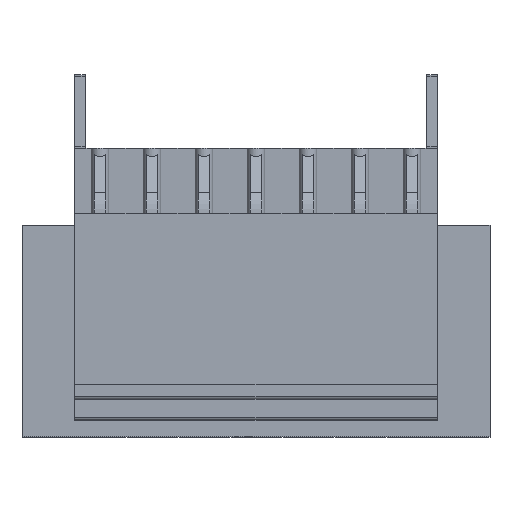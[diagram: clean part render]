
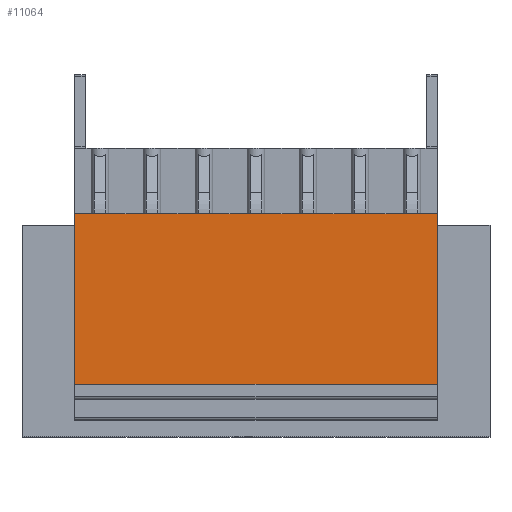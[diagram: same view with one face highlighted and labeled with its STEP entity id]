
A CAD part, top view. The second image highlights one B-rep face of the part: STEP entity #11064.
In plain terms, the highlighted planar face has unit normal (0, 0, 1).
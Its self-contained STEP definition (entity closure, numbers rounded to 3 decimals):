
#10775=AXIS2_PLACEMENT_3D('Plane Axis2P3D',#10772,#10773,#10774) ;
#10772=CARTESIAN_POINT('Axis2P3D Location',(0.,2.5,33.)) ;
#10905=CARTESIAN_POINT('Vertex',(27.95,3.5,33.)) ;
#10908=CARTESIAN_POINT('Line Origine',(15.75,3.5,33.)) ;
#10912=CARTESIAN_POINT('Vertex',(3.55,3.5,33.)) ;
#10927=CARTESIAN_POINT('Line Origine',(27.95,9.25,33.)) ;
#10931=CARTESIAN_POINT('Vertex',(27.95,15.,33.)) ;
#10934=CARTESIAN_POINT('Line Origine',(27.3,15.,33.)) ;
#10938=CARTESIAN_POINT('Vertex',(26.65,15.,33.)) ;
#10941=CARTESIAN_POINT('Line Origine',(26.25,15.,33.)) ;
#10945=CARTESIAN_POINT('Vertex',(25.85,15.,33.)) ;
#10948=CARTESIAN_POINT('Line Origine',(24.5,15.,33.)) ;
#10952=CARTESIAN_POINT('Vertex',(23.15,15.,33.)) ;
#10955=CARTESIAN_POINT('Line Origine',(22.75,15.,33.)) ;
#10959=CARTESIAN_POINT('Vertex',(22.35,15.,33.)) ;
#10962=CARTESIAN_POINT('Line Origine',(21.,15.,33.)) ;
#10966=CARTESIAN_POINT('Vertex',(19.65,15.,33.)) ;
#10969=CARTESIAN_POINT('Line Origine',(19.25,15.,33.)) ;
#10973=CARTESIAN_POINT('Vertex',(18.85,15.,33.)) ;
#10976=CARTESIAN_POINT('Line Origine',(17.5,15.,33.)) ;
#10980=CARTESIAN_POINT('Vertex',(16.15,15.,33.)) ;
#10983=CARTESIAN_POINT('Line Origine',(15.75,15.,33.)) ;
#10987=CARTESIAN_POINT('Vertex',(15.35,15.,33.)) ;
#10990=CARTESIAN_POINT('Line Origine',(14.,15.,33.)) ;
#10994=CARTESIAN_POINT('Vertex',(12.65,15.,33.)) ;
#10997=CARTESIAN_POINT('Line Origine',(12.25,15.,33.)) ;
#11001=CARTESIAN_POINT('Vertex',(11.85,15.,33.)) ;
#11004=CARTESIAN_POINT('Line Origine',(10.5,15.,33.)) ;
#11008=CARTESIAN_POINT('Vertex',(9.15,15.,33.)) ;
#11011=CARTESIAN_POINT('Line Origine',(8.75,15.,33.)) ;
#11015=CARTESIAN_POINT('Vertex',(8.35,15.,33.)) ;
#11018=CARTESIAN_POINT('Line Origine',(7.,15.,33.)) ;
#11022=CARTESIAN_POINT('Vertex',(5.65,15.,33.)) ;
#11025=CARTESIAN_POINT('Line Origine',(5.25,15.,33.)) ;
#11029=CARTESIAN_POINT('Vertex',(4.85,15.,33.)) ;
#11032=CARTESIAN_POINT('Line Origine',(4.2,15.,33.)) ;
#11036=CARTESIAN_POINT('Vertex',(3.55,15.,33.)) ;
#11039=CARTESIAN_POINT('Line Origine',(3.55,9.25,33.)) ;
#10773=DIRECTION('Axis2P3D Direction',(-0.,0.,1.)) ;
#10774=DIRECTION('Axis2P3D XDirection',(0.,-1.,0.)) ;
#10909=DIRECTION('Vector Direction',(1.,0.,0.)) ;
#10928=DIRECTION('Vector Direction',(0.,-1.,0.)) ;
#10935=DIRECTION('Vector Direction',(1.,0.,0.)) ;
#10942=DIRECTION('Vector Direction',(1.,0.,0.)) ;
#10949=DIRECTION('Vector Direction',(1.,0.,0.)) ;
#10956=DIRECTION('Vector Direction',(1.,0.,0.)) ;
#10963=DIRECTION('Vector Direction',(1.,0.,0.)) ;
#10970=DIRECTION('Vector Direction',(1.,0.,0.)) ;
#10977=DIRECTION('Vector Direction',(1.,0.,0.)) ;
#10984=DIRECTION('Vector Direction',(1.,0.,0.)) ;
#10991=DIRECTION('Vector Direction',(1.,0.,0.)) ;
#10998=DIRECTION('Vector Direction',(1.,0.,0.)) ;
#11005=DIRECTION('Vector Direction',(1.,0.,0.)) ;
#11012=DIRECTION('Vector Direction',(1.,0.,0.)) ;
#11019=DIRECTION('Vector Direction',(1.,0.,0.)) ;
#11026=DIRECTION('Vector Direction',(1.,0.,0.)) ;
#11033=DIRECTION('Vector Direction',(1.,0.,0.)) ;
#11040=DIRECTION('Vector Direction',(0.,-1.,0.)) ;
#10910=VECTOR('Line Direction',#10909,1.) ;
#10929=VECTOR('Line Direction',#10928,1.) ;
#10936=VECTOR('Line Direction',#10935,1.) ;
#10943=VECTOR('Line Direction',#10942,1.) ;
#10950=VECTOR('Line Direction',#10949,1.) ;
#10957=VECTOR('Line Direction',#10956,1.) ;
#10964=VECTOR('Line Direction',#10963,1.) ;
#10971=VECTOR('Line Direction',#10970,1.) ;
#10978=VECTOR('Line Direction',#10977,1.) ;
#10985=VECTOR('Line Direction',#10984,1.) ;
#10992=VECTOR('Line Direction',#10991,1.) ;
#10999=VECTOR('Line Direction',#10998,1.) ;
#11006=VECTOR('Line Direction',#11005,1.) ;
#11013=VECTOR('Line Direction',#11012,1.) ;
#11020=VECTOR('Line Direction',#11019,1.) ;
#11027=VECTOR('Line Direction',#11026,1.) ;
#11034=VECTOR('Line Direction',#11033,1.) ;
#11041=VECTOR('Line Direction',#11040,1.) ;
#11045=ORIENTED_EDGE('',*,*,#10933,.T.) ;
#11046=ORIENTED_EDGE('',*,*,#10940,.F.) ;
#11047=ORIENTED_EDGE('',*,*,#10947,.F.) ;
#11048=ORIENTED_EDGE('',*,*,#10954,.F.) ;
#11049=ORIENTED_EDGE('',*,*,#10961,.F.) ;
#11050=ORIENTED_EDGE('',*,*,#10968,.F.) ;
#11051=ORIENTED_EDGE('',*,*,#10975,.F.) ;
#11052=ORIENTED_EDGE('',*,*,#10982,.F.) ;
#11053=ORIENTED_EDGE('',*,*,#10989,.F.) ;
#11054=ORIENTED_EDGE('',*,*,#10996,.F.) ;
#11055=ORIENTED_EDGE('',*,*,#11003,.F.) ;
#11056=ORIENTED_EDGE('',*,*,#11010,.F.) ;
#11057=ORIENTED_EDGE('',*,*,#11017,.F.) ;
#11058=ORIENTED_EDGE('',*,*,#11024,.F.) ;
#11059=ORIENTED_EDGE('',*,*,#11031,.F.) ;
#11060=ORIENTED_EDGE('',*,*,#11038,.F.) ;
#11061=ORIENTED_EDGE('',*,*,#11043,.F.) ;
#11062=ORIENTED_EDGE('',*,*,#10914,.T.) ;
#11064=ADVANCED_FACE('HOUSING',(#11063),#10776,.T.) ;
#10914=EDGE_CURVE('',#10913,#10906,#10911,.T.) ;
#10933=EDGE_CURVE('',#10906,#10932,#10930,.F.) ;
#10940=EDGE_CURVE('',#10939,#10932,#10937,.T.) ;
#10947=EDGE_CURVE('',#10946,#10939,#10944,.T.) ;
#10954=EDGE_CURVE('',#10953,#10946,#10951,.T.) ;
#10961=EDGE_CURVE('',#10960,#10953,#10958,.T.) ;
#10968=EDGE_CURVE('',#10967,#10960,#10965,.T.) ;
#10975=EDGE_CURVE('',#10974,#10967,#10972,.T.) ;
#10982=EDGE_CURVE('',#10981,#10974,#10979,.T.) ;
#10989=EDGE_CURVE('',#10988,#10981,#10986,.T.) ;
#10996=EDGE_CURVE('',#10995,#10988,#10993,.T.) ;
#11003=EDGE_CURVE('',#11002,#10995,#11000,.T.) ;
#11010=EDGE_CURVE('',#11009,#11002,#11007,.T.) ;
#11017=EDGE_CURVE('',#11016,#11009,#11014,.T.) ;
#11024=EDGE_CURVE('',#11023,#11016,#11021,.T.) ;
#11031=EDGE_CURVE('',#11030,#11023,#11028,.T.) ;
#11038=EDGE_CURVE('',#11037,#11030,#11035,.T.) ;
#11043=EDGE_CURVE('',#10913,#11037,#11042,.F.) ;
#11044=EDGE_LOOP('',(#11045,#11046,#11047,#11048,#11049,#11050,#11051,#11052,#11053,#11054,#11055,#11056,#11057,#11058,#11059,#11060,#11061,#11062)) ;
#11063=FACE_OUTER_BOUND('',#11044,.T.) ;
#10911=LINE('Line',#10908,#10910) ;
#10930=LINE('Line',#10927,#10929) ;
#10937=LINE('Line',#10934,#10936) ;
#10944=LINE('Line',#10941,#10943) ;
#10951=LINE('Line',#10948,#10950) ;
#10958=LINE('Line',#10955,#10957) ;
#10965=LINE('Line',#10962,#10964) ;
#10972=LINE('Line',#10969,#10971) ;
#10979=LINE('Line',#10976,#10978) ;
#10986=LINE('Line',#10983,#10985) ;
#10993=LINE('Line',#10990,#10992) ;
#11000=LINE('Line',#10997,#10999) ;
#11007=LINE('Line',#11004,#11006) ;
#11014=LINE('Line',#11011,#11013) ;
#11021=LINE('Line',#11018,#11020) ;
#11028=LINE('Line',#11025,#11027) ;
#11035=LINE('Line',#11032,#11034) ;
#11042=LINE('Line',#11039,#11041) ;
#10776=PLANE('',#10775) ;
#10906=VERTEX_POINT('',#10905) ;
#10913=VERTEX_POINT('',#10912) ;
#10932=VERTEX_POINT('',#10931) ;
#10939=VERTEX_POINT('',#10938) ;
#10946=VERTEX_POINT('',#10945) ;
#10953=VERTEX_POINT('',#10952) ;
#10960=VERTEX_POINT('',#10959) ;
#10967=VERTEX_POINT('',#10966) ;
#10974=VERTEX_POINT('',#10973) ;
#10981=VERTEX_POINT('',#10980) ;
#10988=VERTEX_POINT('',#10987) ;
#10995=VERTEX_POINT('',#10994) ;
#11002=VERTEX_POINT('',#11001) ;
#11009=VERTEX_POINT('',#11008) ;
#11016=VERTEX_POINT('',#11015) ;
#11023=VERTEX_POINT('',#11022) ;
#11030=VERTEX_POINT('',#11029) ;
#11037=VERTEX_POINT('',#11036) ;
